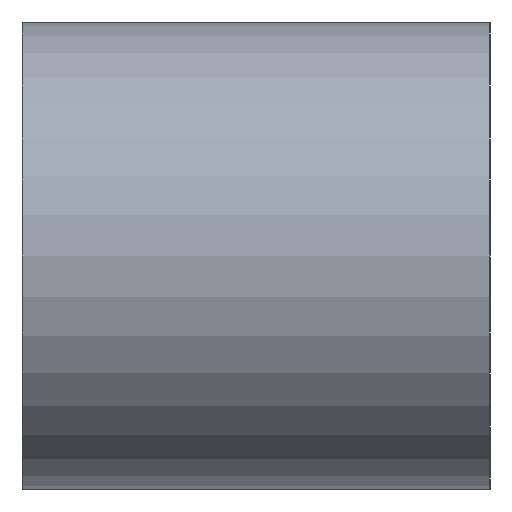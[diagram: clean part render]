
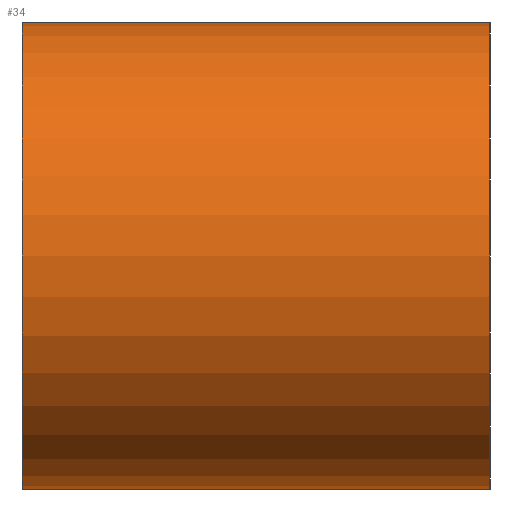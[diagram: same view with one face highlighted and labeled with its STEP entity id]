
A CAD part, left-side view. The second image highlights one B-rep face of the part: STEP entity #34.
In plain terms, the highlighted cylindrical face has radius 2 mm (diameter 4 mm), a partial arc.
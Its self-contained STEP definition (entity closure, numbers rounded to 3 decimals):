
#34 = ADVANCED_FACE( '', ( #65 ), #66, .T. );
#65 = FACE_OUTER_BOUND( '', #90, .T. );
#66 = CYLINDRICAL_SURFACE( '', #91, 2. );
#90 = EDGE_LOOP( '', ( #119, #120, #121, #122 ) );
#91 = AXIS2_PLACEMENT_3D( '', #123, #124, #125 );
#119 = ORIENTED_EDGE( '', *, *, #161, .T. );
#120 = ORIENTED_EDGE( '', *, *, #154, .F. );
#121 = ORIENTED_EDGE( '', *, *, #162, .F. );
#122 = ORIENTED_EDGE( '', *, *, #157, .T. );
#123 = CARTESIAN_POINT( '', ( -6., 2., 0. ) );
#124 = DIRECTION( '', ( 0., 1., 0. ) );
#125 = DIRECTION( '', ( 0., 0., -1. ) );
#154 = EDGE_CURVE( '', #174, #169, #176, .T. );
#157 = EDGE_CURVE( '', #181, #179, #182, .T. );
#161 = EDGE_CURVE( '', #179, #169, #187, .T. );
#162 = EDGE_CURVE( '', #181, #174, #188, .T. );
#169 = VERTEX_POINT( '', #195 );
#174 = VERTEX_POINT( '', #202 );
#176 = LINE( '', #205, #206 );
#179 = VERTEX_POINT( '', #209 );
#181 = VERTEX_POINT( '', #212 );
#182 = LINE( '', #213, #214 );
#187 = CIRCLE( '', #221, 2. );
#188 = CIRCLE( '', #222, 2. );
#195 = CARTESIAN_POINT( '', ( -6., -2., 2. ) );
#202 = CARTESIAN_POINT( '', ( -6., 2., 2. ) );
#205 = CARTESIAN_POINT( '', ( -6., 2., 2. ) );
#206 = VECTOR( '', #231, 1000. );
#209 = CARTESIAN_POINT( '', ( -6., -2., -2. ) );
#212 = CARTESIAN_POINT( '', ( -6., 2., -2. ) );
#213 = CARTESIAN_POINT( '', ( -6., 2., -2. ) );
#214 = VECTOR( '', #233, 1000. );
#221 = AXIS2_PLACEMENT_3D( '', #236, #237, #238 );
#222 = AXIS2_PLACEMENT_3D( '', #239, #240, #241 );
#231 = DIRECTION( '', ( 0., -1., 0. ) );
#233 = DIRECTION( '', ( 0., -1., 0. ) );
#236 = CARTESIAN_POINT( '', ( -6., -2., 0. ) );
#237 = DIRECTION( '', ( 0., 1., 0. ) );
#238 = DIRECTION( '', ( 1., 0., 0. ) );
#239 = CARTESIAN_POINT( '', ( -6., 2., 0. ) );
#240 = DIRECTION( '', ( 0., 1., 0. ) );
#241 = DIRECTION( '', ( 1., 0., 0. ) );
